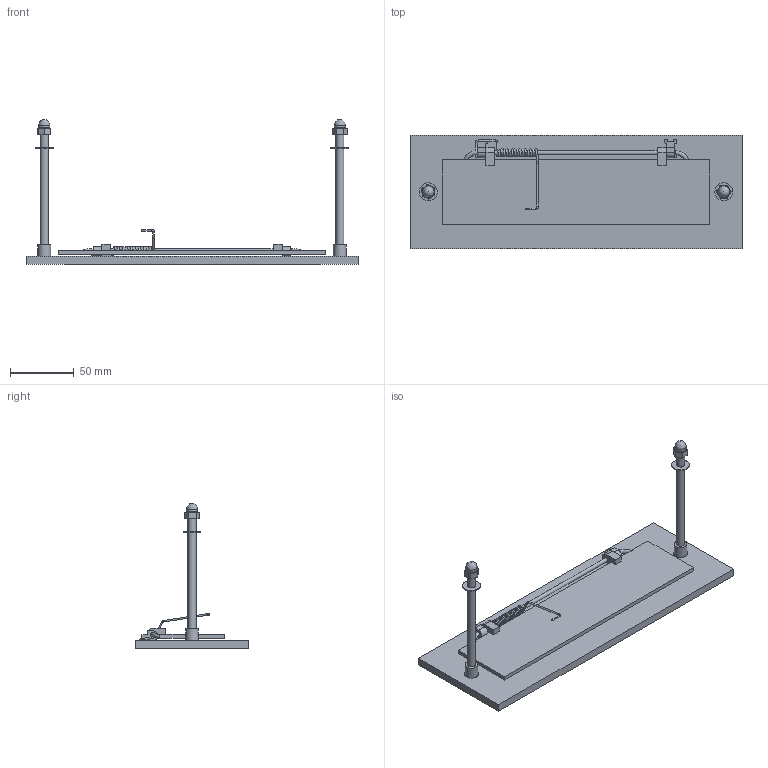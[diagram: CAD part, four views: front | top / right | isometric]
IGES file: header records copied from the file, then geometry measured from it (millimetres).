
Global section: file name: P7500; native system: Autodesk Inventor 2018; preprocessor: unknown; author: mblakey; date: 20180911.152101; units: millimetre
Bounding box: 260 x 89 x 113.45 mm (x, y, z)
Volume: 136234.1 mm3; surface area: 71602.9 mm2
Topology: 16 solids, 16 shells, 175 faces, 418 edges, 281 vertices
Faces by surface type: bspline 175
